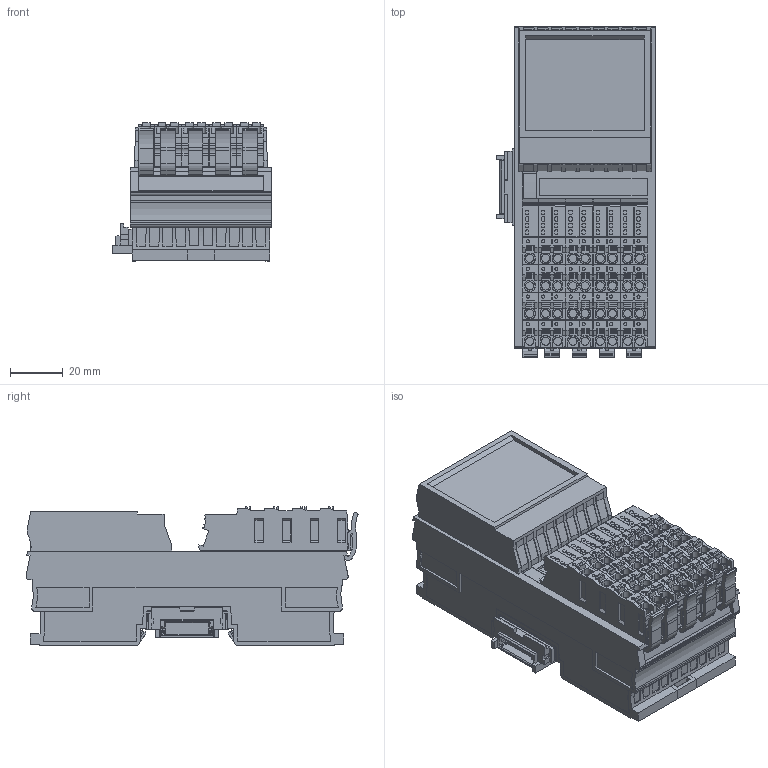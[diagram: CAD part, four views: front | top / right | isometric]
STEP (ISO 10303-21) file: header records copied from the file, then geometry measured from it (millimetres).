
FILE_DESCRIPTION(('Creo Elements/Direct Modeling STEP Export'),'2;1');
FILE_NAME('model.stp','2019-09-12T 9:38:49',(''),(''),'Creo Elements/Direct Modeling STEP processor for AP214 (Solid Model)','Creo Elements/Direct Modeling 20.1A 29-Sep-2018 (C) Parametric Technology GmbH','');
FILE_SCHEMA(('AUTOMOTIVE_DESIGN { 1 0 10303 214 1 1 1 1 }'));
Length unit declared in the file: millimetre
Products named in the file (6): FIBO_COLOR_CODE_BU5012-select; FIBO_F_YE1018-select; FIBO_P_SP1.5_SINGLE_PWR...-select; FIBO_P_SP_TWIN_YE1018-select; FIBO-BS-F; AXL_F_PSDI8_4_1F-select
Assembly tree (8 placements, depth 2):
  AXL_F_PSDI8_4_1F-select
    FIBO-BS-F
    FIBO_P_SP_TWIN_YE1018-select  x4
    FIBO_P_SP1.5_SINGLE_PWR...-select
    FIBO_F_YE1018-select
    FIBO_COLOR_CODE_BU5012-select
Bounding box: 60.4 x 126.17 x 52.75 mm (x, y, z)
Volume: 282146.3 mm3; surface area: 71482.8 mm2
Topology: 8 solids, 8 shells, 3724 faces, 9971 edges, 6616 vertices
Faces by surface type: plane 3023, cylinder 621, cone 72, bspline 8
Entity records: 76897 total; most frequent: CARTESIAN_POINT 10926, ORIENTED_EDGE 10864, DIRECTION 9425, EDGE_CURVE 5432, VECTOR 4651, LINE 4651, VERTEX_POINT 3592, AXIS2_PLACEMENT_3D 2387
